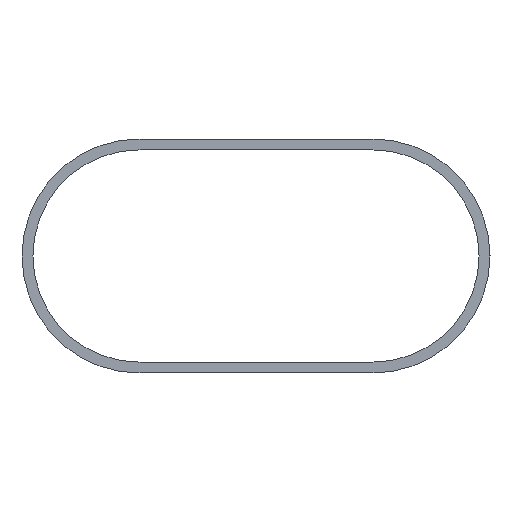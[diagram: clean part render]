
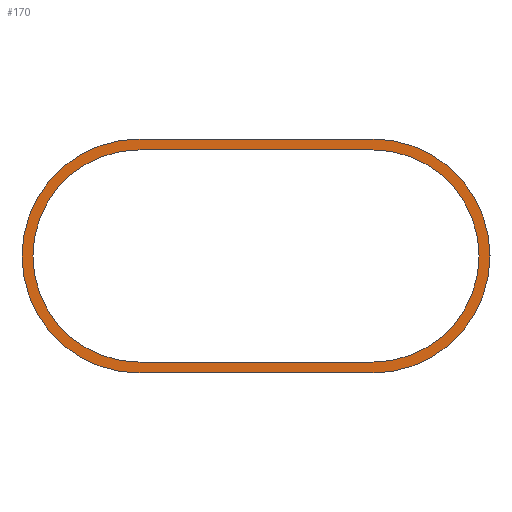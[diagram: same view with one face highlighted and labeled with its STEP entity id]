
A CAD part, left-side view. The second image highlights one B-rep face of the part: STEP entity #170.
In plain terms, the highlighted planar face has unit normal (-1, 0, 0).
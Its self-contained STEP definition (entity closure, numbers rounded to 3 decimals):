
#1 = FACE_BOUND ( 'NONE', #144, .T. ) ;
#5 = CIRCLE ( 'NONE', #303, 6.8 ) ;
#7 = CARTESIAN_POINT ( 'NONE',  ( -1500., -7.5, -7.5 ) ) ;
#8 = LINE ( 'NONE', #79, #208 ) ;
#12 = ORIENTED_EDGE ( 'NONE', *, *, #311, .T. ) ;
#27 = LINE ( 'NONE', #343, #145 ) ;
#31 = CARTESIAN_POINT ( 'NONE',  ( -1500., -7.5, 7.5 ) ) ;
#32 = ORIENTED_EDGE ( 'NONE', *, *, #131, .F. ) ;
#40 = VERTEX_POINT ( 'NONE', #284 ) ;
#45 = DIRECTION ( 'NONE',  ( 1., 0., 0. ) ) ;
#47 = DIRECTION ( 'NONE',  ( 0., 0., -1. ) ) ;
#50 = CARTESIAN_POINT ( 'NONE',  ( -1500., 7.5, 0. ) ) ;
#54 = DIRECTION ( 'NONE',  ( 1., 0., 0. ) ) ;
#55 = VERTEX_POINT ( 'NONE', #202 ) ;
#58 = VERTEX_POINT ( 'NONE', #315 ) ;
#63 = EDGE_LOOP ( 'NONE', ( #301, #333, #32, #199 ) ) ;
#66 = DIRECTION ( 'NONE',  ( 1., 0., 0. ) ) ;
#69 = EDGE_CURVE ( 'NONE', #224, #246, #123, .T. ) ;
#71 = CARTESIAN_POINT ( 'NONE',  ( -1500., 7.5, 7.5 ) ) ;
#72 = CARTESIAN_POINT ( 'NONE',  ( -1500., 7.5, 6.8 ) ) ;
#78 = LINE ( 'NONE', #72, #283 ) ;
#79 = CARTESIAN_POINT ( 'NONE',  ( -1500., 7.5, -7.5 ) ) ;
#80 = DIRECTION ( 'NONE',  ( 1., 0., 0. ) ) ;
#89 = VECTOR ( 'NONE', #179, 1000. ) ;
#92 = VERTEX_POINT ( 'NONE', #126 ) ;
#99 = DIRECTION ( 'NONE',  ( 0., 0., -1. ) ) ;
#105 = AXIS2_PLACEMENT_3D ( 'NONE', #235, #45, #47 ) ;
#110 = EDGE_CURVE ( 'NONE', #55, #92, #27, .T. ) ;
#123 = LINE ( 'NONE', #71, #89 ) ;
#125 = CARTESIAN_POINT ( 'NONE',  ( -1500., 7.5, 0. ) ) ;
#126 = CARTESIAN_POINT ( 'NONE',  ( -1500., 7.5, -6.8 ) ) ;
#131 = EDGE_CURVE ( 'NONE', #246, #274, #319, .T. ) ;
#136 = CARTESIAN_POINT ( 'NONE',  ( -1500., 7.5, -7.5 ) ) ;
#137 = DIRECTION ( 'NONE',  ( 0., 1., 0. ) ) ;
#139 = ORIENTED_EDGE ( 'NONE', *, *, #110, .T. ) ;
#143 = ORIENTED_EDGE ( 'NONE', *, *, #336, .T. ) ;
#144 = EDGE_LOOP ( 'NONE', ( #143, #338, #12, #139 ) ) ;
#145 = VECTOR ( 'NONE', #286, 1000. ) ;
#170 = ADVANCED_FACE ( 'NONE', ( #238, #1 ), #318, .F. ) ;
#179 = DIRECTION ( 'NONE',  ( 0., -1., 0. ) ) ;
#191 = AXIS2_PLACEMENT_3D ( 'NONE', #50, #209, #206 ) ;
#195 = CIRCLE ( 'NONE', #223, 6.8 ) ;
#199 = ORIENTED_EDGE ( 'NONE', *, *, #69, .F. ) ;
#202 = CARTESIAN_POINT ( 'NONE',  ( -1500., -7.5, -6.8 ) ) ;
#206 = DIRECTION ( 'NONE',  ( 0., 0., -1. ) ) ;
#208 = VECTOR ( 'NONE', #137, 1000. ) ;
#209 = DIRECTION ( 'NONE',  ( 1., 0., 0. ) ) ;
#211 = EDGE_CURVE ( 'NONE', #305, #224, #299, .T. ) ;
#214 = DIRECTION ( 'NONE',  ( 0., 0., -1. ) ) ;
#220 = EDGE_CURVE ( 'NONE', #40, #58, #78, .T. ) ;
#223 = AXIS2_PLACEMENT_3D ( 'NONE', #295, #54, #214 ) ;
#224 = VERTEX_POINT ( 'NONE', #290 ) ;
#235 = CARTESIAN_POINT ( 'NONE',  ( -1500., -7.5, 0. ) ) ;
#238 = FACE_OUTER_BOUND ( 'NONE', #63, .T. ) ;
#244 = DIRECTION ( 'NONE',  ( 0., 0., -1. ) ) ;
#246 = VERTEX_POINT ( 'NONE', #31 ) ;
#260 = EDGE_CURVE ( 'NONE', #274, #305, #8, .T. ) ;
#271 = AXIS2_PLACEMENT_3D ( 'NONE', #125, #66, #99 ) ;
#274 = VERTEX_POINT ( 'NONE', #7 ) ;
#283 = VECTOR ( 'NONE', #316, 1000. ) ;
#284 = CARTESIAN_POINT ( 'NONE',  ( -1500., 7.5, 6.8 ) ) ;
#286 = DIRECTION ( 'NONE',  ( 0., 1., 0. ) ) ;
#290 = CARTESIAN_POINT ( 'NONE',  ( -1500., 7.5, 7.5 ) ) ;
#295 = CARTESIAN_POINT ( 'NONE',  ( -1500., 7.5, 0. ) ) ;
#297 = CARTESIAN_POINT ( 'NONE',  ( -1500., -7.5, 0. ) ) ;
#299 = CIRCLE ( 'NONE', #191, 7.5 ) ;
#301 = ORIENTED_EDGE ( 'NONE', *, *, #211, .F. ) ;
#303 = AXIS2_PLACEMENT_3D ( 'NONE', #297, #80, #244 ) ;
#305 = VERTEX_POINT ( 'NONE', #136 ) ;
#311 = EDGE_CURVE ( 'NONE', #58, #55, #5, .T. ) ;
#315 = CARTESIAN_POINT ( 'NONE',  ( -1500., -7.5, 6.8 ) ) ;
#316 = DIRECTION ( 'NONE',  ( 0., -1., 0. ) ) ;
#318 = PLANE ( 'NONE',  #271 ) ;
#319 = CIRCLE ( 'NONE', #105, 7.5 ) ;
#333 = ORIENTED_EDGE ( 'NONE', *, *, #260, .F. ) ;
#336 = EDGE_CURVE ( 'NONE', #92, #40, #195, .T. ) ;
#338 = ORIENTED_EDGE ( 'NONE', *, *, #220, .T. ) ;
#343 = CARTESIAN_POINT ( 'NONE',  ( -1500., 7.5, -6.8 ) ) ;
